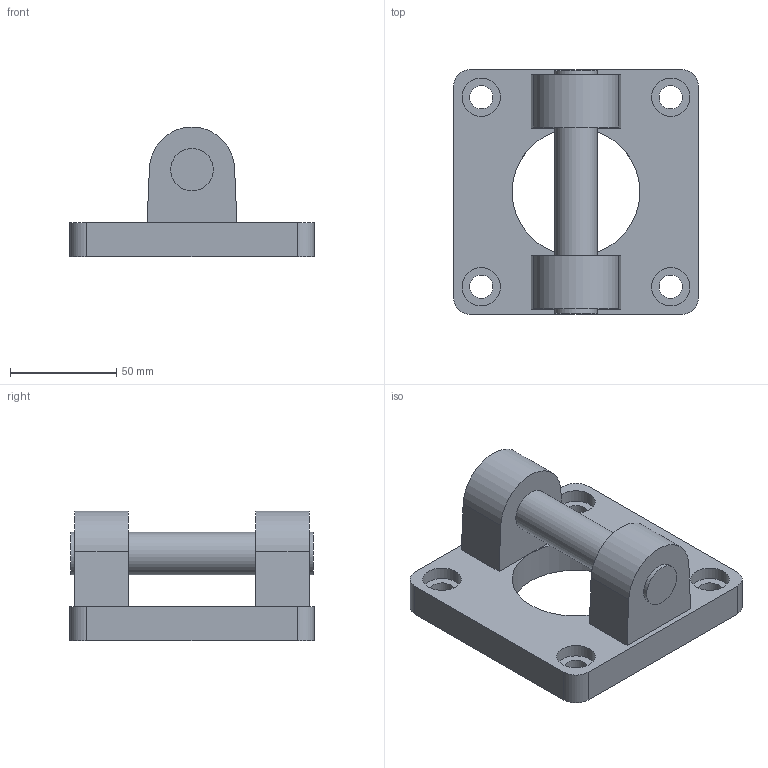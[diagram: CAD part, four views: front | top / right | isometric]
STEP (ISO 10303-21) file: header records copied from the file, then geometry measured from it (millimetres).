
FILE_DESCRIPTION((''),'2;1');
FILE_NAME('1320_100_20F.stp','2006-07-10T16:49:26',('rivolro1'),(''),'Autodesk Inventor 11','Autodesk Inventor 11','');
FILE_SCHEMA(('AUTOMOTIVE_DESIGN { 1 0 10303 214 1 1 1 1 }'));
Length unit declared in the file: millimetre
Products named in the file (1): 1320_100_20F
Bounding box: 115 x 115 x 61 mm (x, y, z)
Volume: 258514.3 mm3; surface area: 46371.7 mm2
Topology: 1 solids, 1 shells, 38 faces, 88 edges, 58 vertices
Faces by surface type: plane 16, bspline 13, cylinder 9
Full cylindrical faces by diameter (mm): 20 x3
Entity records: 1188 total; most frequent: CARTESIAN_POINT 336, DIRECTION 164, ORIENTED_EDGE 150, EDGE_CURVE 75, EDGE_LOOP 68, AXIS2_PLACEMENT_3D 63, VERTEX_POINT 57, FACE_OUTER_BOUND 38
